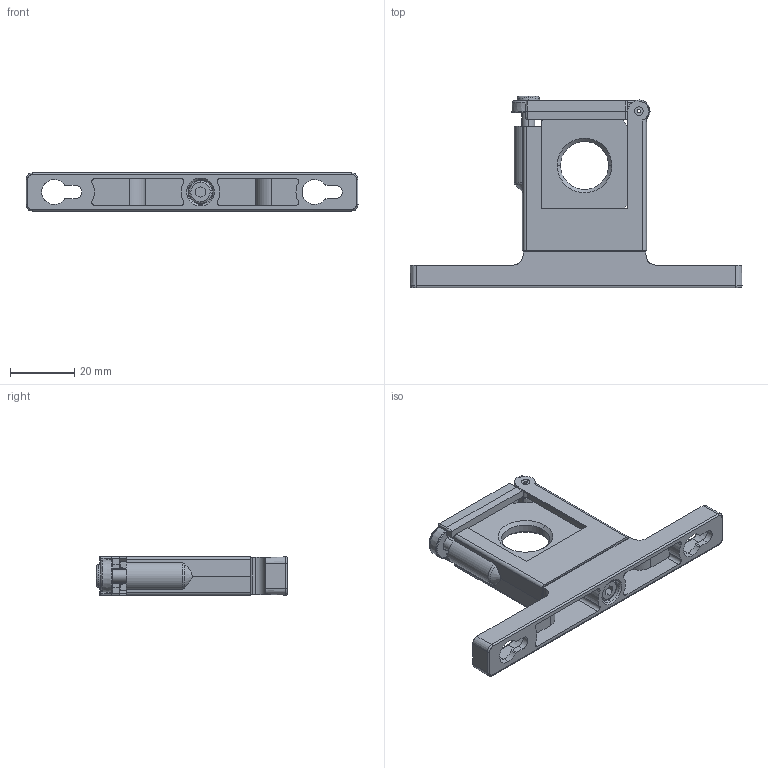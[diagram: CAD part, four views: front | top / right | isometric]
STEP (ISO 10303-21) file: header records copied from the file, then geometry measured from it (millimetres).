
FILE_DESCRIPTION (( 'STEP AP203' ), '1' );
FILE_NAME ('820014-52KIT.step', '2021-09-07T17:36:45', ( '' ), ( '' ), 'SwSTEP 2.0', 'SolidWorks 2021', '' );
FILE_SCHEMA (( 'CONFIG_CONTROL_DESIGN' ));
Length unit declared in the file: inch
Products named in the file (1): 820014-52KIT
Bounding box: 103.28 x 59.47 x 12.1 mm (x, y, z)
Volume: 18227 mm3; surface area: 14727.6 mm2
Topology: 1 solids, 1 shells, 348 faces, 916 edges, 580 vertices
Faces by surface type: plane 162, cylinder 111, cone 42, bspline 33
Entity records: 12268 total; most frequent: CARTESIAN_POINT 3876, ORIENTED_EDGE 1832, DIRECTION 1616, EDGE_CURVE 916, VERTEX_POINT 580, AXIS2_PLACEMENT_3D 547, LINE 522, VECTOR 522
